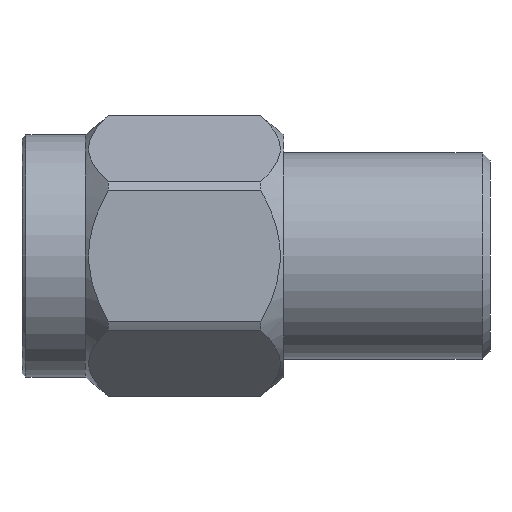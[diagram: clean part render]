
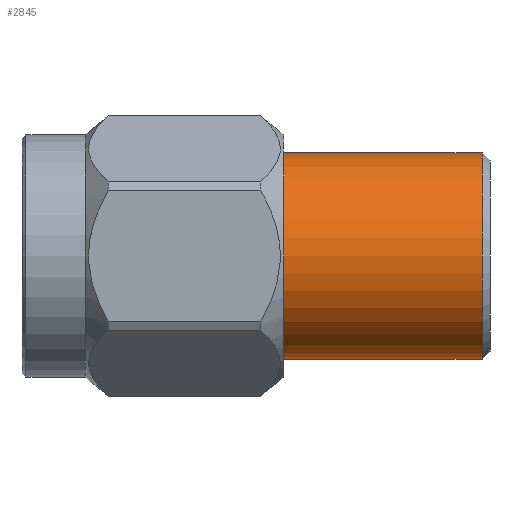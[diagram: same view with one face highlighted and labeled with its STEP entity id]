
A CAD part, front view. The second image highlights one B-rep face of the part: STEP entity #2845.
In plain terms, the highlighted cylindrical face has radius 3.302 mm (diameter 6.604 mm), a partial arc.
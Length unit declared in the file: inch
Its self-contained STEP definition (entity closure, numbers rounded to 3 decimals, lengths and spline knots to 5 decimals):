
#93 = LINE ( 'NONE', #4259, #612 ) ;
#99 = DIRECTION ( 'NONE',  ( 0., 0., -1. ) ) ;
#115 = CARTESIAN_POINT ( 'NONE',  ( 0.33, 0., 0.13 ) ) ;
#150 = CYLINDRICAL_SURFACE ( 'NONE', #5172, 0.13 ) ;
#254 = VERTEX_POINT ( 'NONE', #115 ) ;
#541 = ORIENTED_EDGE ( 'NONE', *, *, #6678, .T. ) ;
#546 = ORIENTED_EDGE ( 'NONE', *, *, #3978, .T. ) ;
#576 = CARTESIAN_POINT ( 'NONE',  ( 0.33, 0., -0.13 ) ) ;
#612 = VECTOR ( 'NONE', #1249, 39.37008 ) ;
#840 = CARTESIAN_POINT ( 'NONE',  ( 0.58055, 0., -0.13 ) ) ;
#1123 = EDGE_CURVE ( 'NONE', #7599, #6773, #3495, .T. ) ;
#1249 = DIRECTION ( 'NONE',  ( -1., 0., 0. ) ) ;
#1286 = AXIS2_PLACEMENT_3D ( 'NONE', #6152, #5525, #99 ) ;
#1669 = EDGE_LOOP ( 'NONE', ( #3540, #5197, #541, #546 ) ) ;
#1827 = CARTESIAN_POINT ( 'NONE',  ( 0.44, 0., 0. ) ) ;
#2801 = CIRCLE ( 'NONE', #1286, 0.13 ) ;
#2845 = ADVANCED_FACE ( 'NONE', ( #6085 ), #150, .T. ) ;
#3092 = DIRECTION ( 'NONE',  ( 0., 0., 1. ) ) ;
#3495 = CIRCLE ( 'NONE', #7014, 0.13 ) ;
#3540 = ORIENTED_EDGE ( 'NONE', *, *, #6716, .F. ) ;
#3761 = DIRECTION ( 'NONE',  ( 0., 0., -1. ) ) ;
#3978 = EDGE_CURVE ( 'NONE', #254, #4962, #2801, .T. ) ;
#4259 = CARTESIAN_POINT ( 'NONE',  ( 0.44, 0., 0.13 ) ) ;
#4892 = LINE ( 'NONE', #4932, #7182 ) ;
#4932 = CARTESIAN_POINT ( 'NONE',  ( 0.44, 0., -0.13 ) ) ;
#4962 = VERTEX_POINT ( 'NONE', #576 ) ;
#4989 = DIRECTION ( 'NONE',  ( -1., 0., 0. ) ) ;
#5172 = AXIS2_PLACEMENT_3D ( 'NONE', #1827, #4989, #3092 ) ;
#5197 = ORIENTED_EDGE ( 'NONE', *, *, #1123, .T. ) ;
#5525 = DIRECTION ( 'NONE',  ( 1., 0., 0. ) ) ;
#6085 = FACE_OUTER_BOUND ( 'NONE', #1669, .T. ) ;
#6152 = CARTESIAN_POINT ( 'NONE',  ( 0.33, 0., 0. ) ) ;
#6169 = CARTESIAN_POINT ( 'NONE',  ( 0.58055, 0., 0. ) ) ;
#6678 = EDGE_CURVE ( 'NONE', #6773, #254, #93, .T. ) ;
#6716 = EDGE_CURVE ( 'NONE', #7599, #4962, #4892, .T. ) ;
#6773 = VERTEX_POINT ( 'NONE', #7479 ) ;
#6914 = DIRECTION ( 'NONE',  ( -1., 0., 0. ) ) ;
#7014 = AXIS2_PLACEMENT_3D ( 'NONE', #6169, #6914, #3761 ) ;
#7182 = VECTOR ( 'NONE', #7329, 39.37008 ) ;
#7329 = DIRECTION ( 'NONE',  ( -1., 0., 0. ) ) ;
#7479 = CARTESIAN_POINT ( 'NONE',  ( 0.58055, 0., 0.13 ) ) ;
#7599 = VERTEX_POINT ( 'NONE', #840 ) ;
